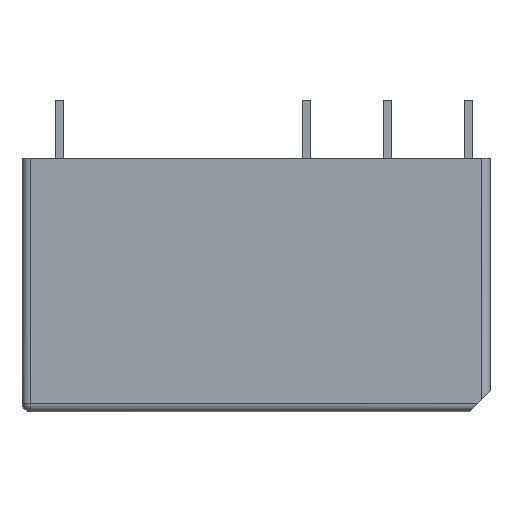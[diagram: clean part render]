
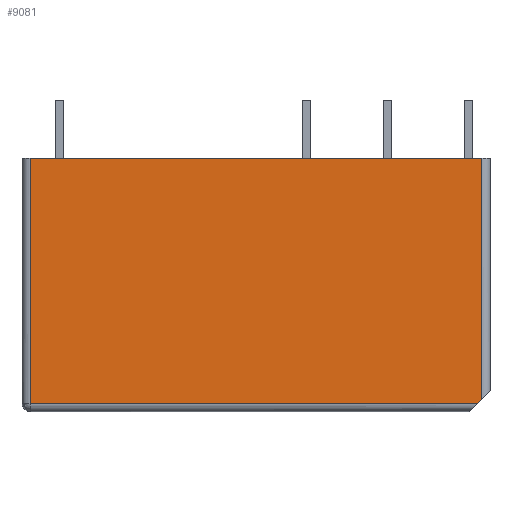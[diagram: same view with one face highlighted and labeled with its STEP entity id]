
A CAD part, front view. The second image highlights one B-rep face of the part: STEP entity #9081.
In plain terms, the highlighted planar face has unit normal (0, -1, 0).
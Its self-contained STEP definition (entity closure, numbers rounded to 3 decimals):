
#57 = VECTOR ( 'NONE', #5208, 1000. ) ;
#756 = EDGE_CURVE ( 'NONE', #9298, #2647, #12205, .T. ) ;
#1033 = VERTEX_POINT ( 'NONE', #10606 ) ;
#1182 = ORIENTED_EDGE ( 'NONE', *, *, #4557, .T. ) ;
#1490 = DIRECTION ( 'NONE',  ( 1., 0., 0. ) ) ;
#2320 = CARTESIAN_POINT ( 'NONE',  ( 13.716, -6.35, -15.2 ) ) ;
#2372 = LINE ( 'NONE', #12064, #5403 ) ;
#2647 = VERTEX_POINT ( 'NONE', #12985 ) ;
#2670 = CARTESIAN_POINT ( 'NONE',  ( -14., -6.35, 0. ) ) ;
#2696 = ORIENTED_EDGE ( 'NONE', *, *, #9145, .T. ) ;
#2764 = PLANE ( 'NONE',  #14385 ) ;
#2815 = CARTESIAN_POINT ( 'NONE',  ( -14., -6.35, 0. ) ) ;
#3071 = VECTOR ( 'NONE', #6767, 1000. ) ;
#3590 = ORIENTED_EDGE ( 'NONE', *, *, #756, .T. ) ;
#3741 = CARTESIAN_POINT ( 'NONE',  ( -14., -6.35, -15.2 ) ) ;
#3958 = DIRECTION ( 'NONE',  ( 0., 0., -1. ) ) ;
#4040 = DIRECTION ( 'NONE',  ( 0., 0., 1. ) ) ;
#4243 = CARTESIAN_POINT ( 'NONE',  ( 14., -6.35, 0. ) ) ;
#4557 = EDGE_CURVE ( 'NONE', #2647, #4669, #2372, .T. ) ;
#4669 = VERTEX_POINT ( 'NONE', #4243 ) ;
#5208 = DIRECTION ( 'NONE',  ( 0., 0., -1. ) ) ;
#5403 = VECTOR ( 'NONE', #4040, 1000. ) ;
#5480 = VECTOR ( 'NONE', #12041, 1000. ) ;
#5613 = CARTESIAN_POINT ( 'NONE',  ( 7.458, -6.35, -21.458 ) ) ;
#5833 = LINE ( 'NONE', #10888, #5480 ) ;
#5858 = EDGE_LOOP ( 'NONE', ( #9422, #3590, #1182, #11556, #2696 ) ) ;
#6090 = VECTOR ( 'NONE', #1490, 1000. ) ;
#6767 = DIRECTION ( 'NONE',  ( 0.707, 0., 0.707 ) ) ;
#9081 = ADVANCED_FACE ( 'NONE', ( #14366 ), #2764, .T. ) ;
#9145 = EDGE_CURVE ( 'NONE', #14695, #1033, #11866, .T. ) ;
#9173 = LINE ( 'NONE', #3741, #6090 ) ;
#9298 = VERTEX_POINT ( 'NONE', #2320 ) ;
#9422 = ORIENTED_EDGE ( 'NONE', *, *, #9479, .T. ) ;
#9479 = EDGE_CURVE ( 'NONE', #1033, #9298, #9173, .T. ) ;
#10606 = CARTESIAN_POINT ( 'NONE',  ( -14., -6.35, -15.2 ) ) ;
#10827 = DIRECTION ( 'NONE',  ( 0., -1., 0. ) ) ;
#10888 = CARTESIAN_POINT ( 'NONE',  ( -14., -6.35, 0. ) ) ;
#11556 = ORIENTED_EDGE ( 'NONE', *, *, #12747, .T. ) ;
#11866 = LINE ( 'NONE', #13200, #57 ) ;
#12041 = DIRECTION ( 'NONE',  ( -1., 0., 0. ) ) ;
#12064 = CARTESIAN_POINT ( 'NONE',  ( 14., -6.35, 0. ) ) ;
#12205 = LINE ( 'NONE', #5613, #3071 ) ;
#12747 = EDGE_CURVE ( 'NONE', #4669, #14695, #5833, .T. ) ;
#12985 = CARTESIAN_POINT ( 'NONE',  ( 14., -6.35, -14.916 ) ) ;
#13200 = CARTESIAN_POINT ( 'NONE',  ( -14., -6.35, 0. ) ) ;
#14366 = FACE_OUTER_BOUND ( 'NONE', #5858, .T. ) ;
#14385 = AXIS2_PLACEMENT_3D ( 'NONE', #2815, #10827, #3958 ) ;
#14695 = VERTEX_POINT ( 'NONE', #2670 ) ;
